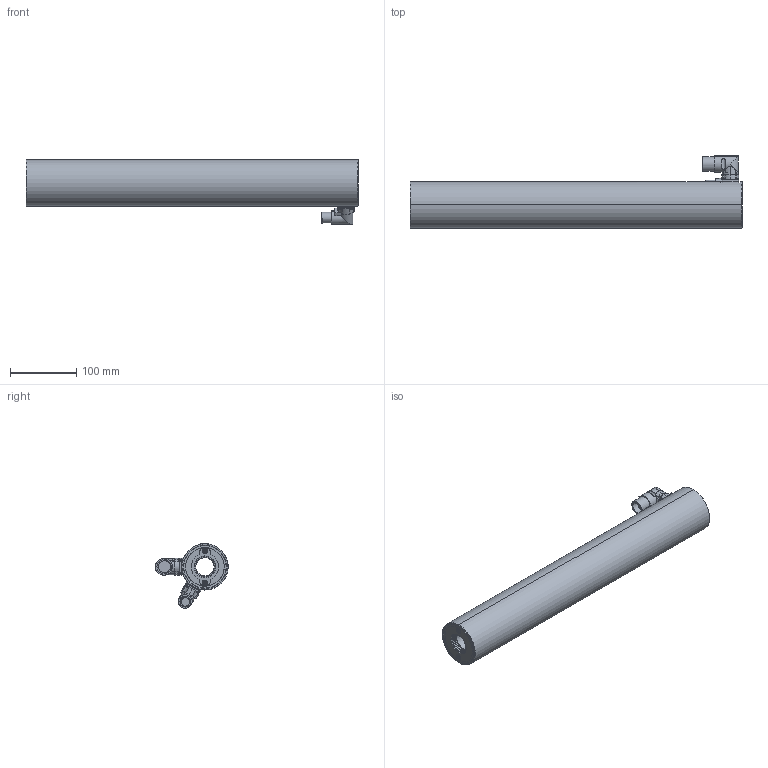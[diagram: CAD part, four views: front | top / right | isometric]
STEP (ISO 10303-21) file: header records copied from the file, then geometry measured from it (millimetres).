
FILE_DESCRIPTION (( 'STEP AP214' ), '1' );
FILE_NAME ('0186-0260_160519_PS10-70x400.STEP', '2016-05-19T13:35:38', ( '' ), ( '' ), 'SwSTEP 2.0', 'SolidWorks 2016', '' );
FILE_SCHEMA (( 'AUTOMOTIVE_DESIGN' ));
Length unit declared in the file: millimetre
Products named in the file (46): hexalobular socket pan head_iso; PAW01; PS10-70_LinMot; MC10-Q; MC10-I; PS10k-AH70W; PS10k-AV70W; MC10-I_KOPF; PS10k-SF923; Oring-340x15; PBT10-70x..._PBT10-70x400; Oring-600x15; 0186-0260_160519_PS10-70x400; Screw-M4x12; hexalobular socket pan head_iso_ISO 14583 - M2.5 x 8 -4.8-N; PBT10-70x...; MC10-I_FUSS; Oring-340x15_ORM-0340-15; PS10-R70_konfiguration_PS10k-R70x400; hexalobular socket pan head_iso_ISO 14583 - M4 x 8 -4.8-N; PS10-R70_konfiguration; PAW01_PAW01-28; MC10-Q_KOPF; MC10-Q_FUSS
Assembly tree (28 placements, depth 2):
  hexalobular socket pan head_iso
  PAW01
  PS10-70_LinMot
  hexalobular socket pan head_iso
  MC10-Q
Bounding box: 500 x 109 x 97.57 mm (x, y, z)
Volume: 1635835.1 mm3; surface area: 303930.6 mm2
Topology: 28 solids, 28 shells, 990 faces, 2315 edges, 1431 vertices
Faces by surface type: cylinder 421, plane 295, cone 128, torus 80, bspline 42, sphere 24
Entity records: 20147 total; most frequent: CARTESIAN_POINT 4398, DIRECTION 3132, ORIENTED_EDGE 2680, EDGE_CURVE 1340, AXIS2_PLACEMENT_3D 1322, VERTEX_POINT 855, CIRCLE 730, EDGE_LOOP 693
